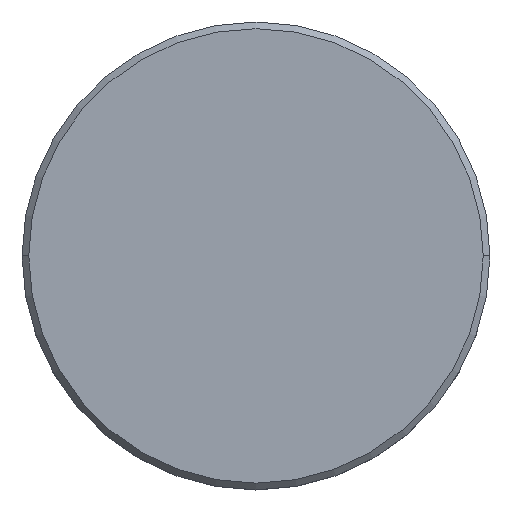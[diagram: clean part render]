
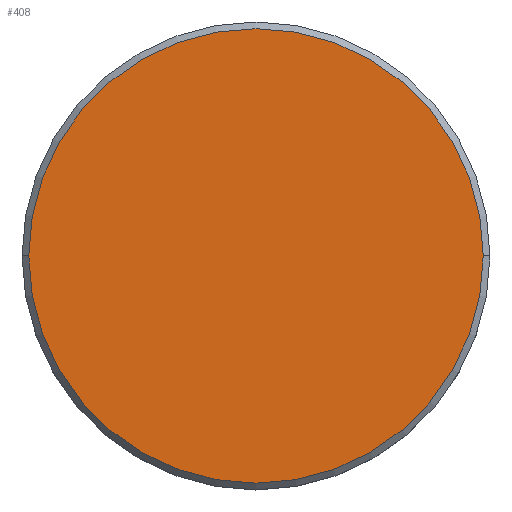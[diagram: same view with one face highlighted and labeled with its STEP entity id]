
A CAD part, top view. The second image highlights one B-rep face of the part: STEP entity #408.
In plain terms, the highlighted planar face has unit normal (0, 0, 1).
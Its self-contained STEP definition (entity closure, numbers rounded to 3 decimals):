
#126 = EDGE_CURVE ( 'NONE', #989, #878, #713, .T. ) ;
#162 = CARTESIAN_POINT ( 'NONE',  ( 17., 0., 0. ) ) ;
#170 = PLANE ( 'NONE',  #519 ) ;
#193 = ORIENTED_EDGE ( 'NONE', *, *, #828, .T. ) ;
#250 = EDGE_LOOP ( 'NONE', ( #193, #517 ) ) ;
#274 = DIRECTION ( 'NONE',  ( 1., 0., 0. ) ) ;
#275 = DIRECTION ( 'NONE',  ( 1., 0., 0. ) ) ;
#310 = AXIS2_PLACEMENT_3D ( 'NONE', #445, #719, #274 ) ;
#408 = ADVANCED_FACE ( 'NONE', ( #1075 ), #170, .T. ) ;
#445 = CARTESIAN_POINT ( 'NONE',  ( 0., 0., 0. ) ) ;
#473 = CARTESIAN_POINT ( 'NONE',  ( -17., 0., 0. ) ) ;
#517 = ORIENTED_EDGE ( 'NONE', *, *, #126, .T. ) ;
#519 = AXIS2_PLACEMENT_3D ( 'NONE', #527, #720, #275 ) ;
#527 = CARTESIAN_POINT ( 'NONE',  ( 0., 0., 0. ) ) ;
#620 = AXIS2_PLACEMENT_3D ( 'NONE', #922, #761, #835 ) ;
#684 = CIRCLE ( 'NONE', #310, 17. ) ;
#713 = CIRCLE ( 'NONE', #620, 17. ) ;
#719 = DIRECTION ( 'NONE',  ( 0., 0., 1. ) ) ;
#720 = DIRECTION ( 'NONE',  ( 0., 0., 1. ) ) ;
#761 = DIRECTION ( 'NONE',  ( 0., 0., 1. ) ) ;
#828 = EDGE_CURVE ( 'NONE', #878, #989, #684, .T. ) ;
#835 = DIRECTION ( 'NONE',  ( 1., 0., 0. ) ) ;
#878 = VERTEX_POINT ( 'NONE', #473 ) ;
#922 = CARTESIAN_POINT ( 'NONE',  ( 0., 0., 0. ) ) ;
#989 = VERTEX_POINT ( 'NONE', #162 ) ;
#1075 = FACE_OUTER_BOUND ( 'NONE', #250, .T. ) ;
